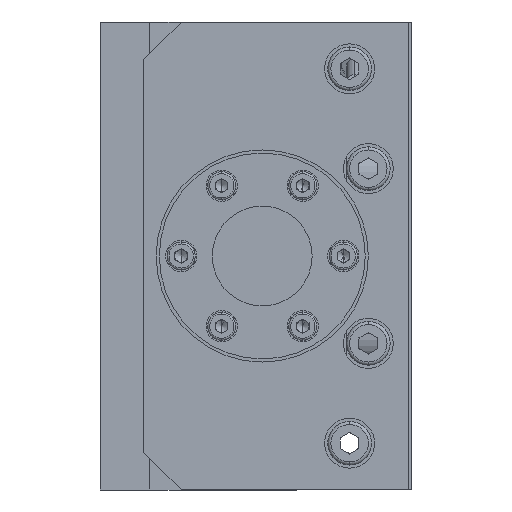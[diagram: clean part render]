
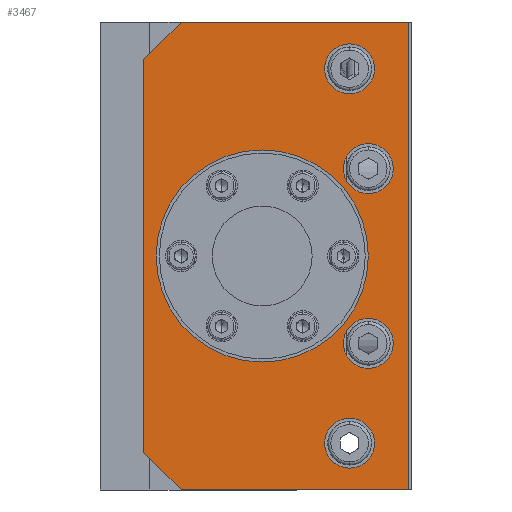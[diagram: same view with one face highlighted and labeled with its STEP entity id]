
A CAD part, left-side view. The second image highlights one B-rep face of the part: STEP entity #3467.
In plain terms, the highlighted planar face has unit normal (-1, 0, 0).
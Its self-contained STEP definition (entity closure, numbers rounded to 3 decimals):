
#22 = CARTESIAN_POINT ( 'NONE',  ( -129.5, 37., -37.5 ) ) ;
#88 = VERTEX_POINT ( 'NONE', #22 ) ;
#294 = VERTEX_POINT ( 'NONE', #38926 ) ;
#295 = VERTEX_POINT ( 'NONE', #38946 ) ;
#326 = VERTEX_POINT ( 'NONE', #39100 ) ;
#338 = VERTEX_POINT ( 'NONE', #39010 ) ;
#3467 = ADVANCED_FACE ( 'NONE', ( #10848, #10852, #10849, #10847, #10850, #10853 ), #7413, .F. ) ;
#5392 = EDGE_CURVE ( 'NONE', #27046, #338, #13307, .T. ) ;
#5396 = EDGE_CURVE ( 'NONE', #27050, #27048, #13313, .T. ) ;
#5400 = EDGE_CURVE ( 'NONE', #27043, #326, #13319, .T. ) ;
#5414 = EDGE_CURVE ( 'NONE', #326, #27043, #13338, .T. ) ;
#5421 = EDGE_CURVE ( 'NONE', #27012, #27013, #13346, .T. ) ;
#5425 = EDGE_CURVE ( 'NONE', #26978, #294, #13351, .T. ) ;
#5437 = EDGE_CURVE ( 'NONE', #19908, #27200, #13371, .T. ) ;
#5439 = EDGE_CURVE ( 'NONE', #88, #19908, #13373, .T. ) ;
#5440 = EDGE_CURVE ( 'NONE', #19906, #88, #13377, .T. ) ;
#5445 = EDGE_CURVE ( 'NONE', #27047, #295, #13387, .T. ) ;
#5449 = EDGE_CURVE ( 'NONE', #295, #19906, #13395, .T. ) ;
#5460 = EDGE_CURVE ( 'NONE', #27200, #27047, #13408, .T. ) ;
#5520 = EDGE_CURVE ( 'NONE', #27013, #27012, #13493, .T. ) ;
#5573 = EDGE_CURVE ( 'NONE', #27048, #27050, #13581, .T. ) ;
#5711 = EDGE_CURVE ( 'NONE', #294, #26978, #13858, .T. ) ;
#7361 = ORIENTED_EDGE ( 'NONE', *, *, #5425, .F. ) ;
#7364 = ORIENTED_EDGE ( 'NONE', *, *, #5449, .T. ) ;
#7376 = ORIENTED_EDGE ( 'NONE', *, *, #5439, .T. ) ;
#7378 = ORIENTED_EDGE ( 'NONE', *, *, #5437, .T. ) ;
#7380 = ORIENTED_EDGE ( 'NONE', *, *, #5440, .T. ) ;
#7382 = ORIENTED_EDGE ( 'NONE', *, *, #5445, .T. ) ;
#7384 = ORIENTED_EDGE ( 'NONE', *, *, #5460, .T. ) ;
#7386 = ORIENTED_EDGE ( 'NONE', *, *, #5711, .F. ) ;
#7388 = ORIENTED_EDGE ( 'NONE', *, *, #5520, .F. ) ;
#7390 = ORIENTED_EDGE ( 'NONE', *, *, #5421, .F. ) ;
#7392 = ORIENTED_EDGE ( 'NONE', *, *, #16638, .F. ) ;
#7394 = ORIENTED_EDGE ( 'NONE', *, *, #5400, .F. ) ;
#7396 = ORIENTED_EDGE ( 'NONE', *, *, #5392, .F. ) ;
#7399 = ORIENTED_EDGE ( 'NONE', *, *, #5396, .F. ) ;
#7401 = ORIENTED_EDGE ( 'NONE', *, *, #5573, .F. ) ;
#7403 = ORIENTED_EDGE ( 'NONE', *, *, #5414, .F. ) ;
#7413 = PLANE ( 'NONE',  #15047 ) ;
#7429 = CARTESIAN_POINT ( 'NONE',  ( -129.5, 21.75, 0. ) ) ;
#7431 = DIRECTION ( 'NONE',  ( 1., 0., 0. ) ) ;
#7433 = DIRECTION ( 'NONE',  ( 0., 0., -1. ) ) ;
#8518 = CARTESIAN_POINT ( 'NONE',  ( -129.5, 7., -14. ) ) ;
#8519 = DIRECTION ( 'NONE',  ( -1., 0., 0. ) ) ;
#8520 = DIRECTION ( 'NONE',  ( 0., 0., 1. ) ) ;
#8528 = CARTESIAN_POINT ( 'NONE',  ( -129.5, 7., 14. ) ) ;
#8529 = DIRECTION ( 'NONE',  ( -1., 0., 0. ) ) ;
#8530 = DIRECTION ( 'NONE',  ( 0., 0., 1. ) ) ;
#8537 = CARTESIAN_POINT ( 'NONE',  ( -129.5, 10., 30. ) ) ;
#8538 = DIRECTION ( 'NONE',  ( -1., 0., 0. ) ) ;
#8539 = DIRECTION ( 'NONE',  ( 0., 0., 1. ) ) ;
#8574 = CARTESIAN_POINT ( 'NONE',  ( -129.5, 10., 30. ) ) ;
#8575 = DIRECTION ( 'NONE',  ( -1., 0., 0. ) ) ;
#8576 = DIRECTION ( 'NONE',  ( 0., 0., 1. ) ) ;
#8596 = CARTESIAN_POINT ( 'NONE',  ( -129.5, 10., -30. ) ) ;
#8597 = DIRECTION ( 'NONE',  ( -1., 0., 0. ) ) ;
#8598 = DIRECTION ( 'NONE',  ( 0., 0., 1. ) ) ;
#8607 = CARTESIAN_POINT ( 'NONE',  ( -129.5, 24., 0. ) ) ;
#8608 = DIRECTION ( 'NONE',  ( -1., 0., 0. ) ) ;
#8609 = DIRECTION ( 'NONE',  ( 0., 0., 1. ) ) ;
#8633 = CARTESIAN_POINT ( 'NONE',  ( -129.5, 0.5, -37.5 ) ) ;
#8635 = CARTESIAN_POINT ( 'NONE',  ( -129.5, 0.5, -37.5 ) ) ;
#8637 = DIRECTION ( 'NONE',  ( 0., 0., 1. ) ) ;
#8640 = DIRECTION ( 'NONE',  ( 0., -1., 0. ) ) ;
#8641 = CARTESIAN_POINT ( 'NONE',  ( -129.5, 37., -37.5 ) ) ;
#8642 = DIRECTION ( 'NONE',  ( 0., -0.707, -0.707 ) ) ;
#8649 = CARTESIAN_POINT ( 'NONE',  ( -129.5, 43., 31.5 ) ) ;
#8650 = DIRECTION ( 'NONE',  ( 0., 0.707, -0.707 ) ) ;
#8657 = CARTESIAN_POINT ( 'NONE',  ( -129.5, 43., -37.5 ) ) ;
#8658 = DIRECTION ( 'NONE',  ( 0., 0., -1. ) ) ;
#8677 = CARTESIAN_POINT ( 'NONE',  ( -129.5, 0.5, 37.5 ) ) ;
#8684 = DIRECTION ( 'NONE',  ( 0., 1., 0. ) ) ;
#8845 = CARTESIAN_POINT ( 'NONE',  ( -129.5, 10., -30. ) ) ;
#8846 = DIRECTION ( 'NONE',  ( -1., 0., 0. ) ) ;
#8847 = DIRECTION ( 'NONE',  ( 0., 0., 1. ) ) ;
#10847 = FACE_BOUND ( 'NONE', #22198, .T. ) ;
#10848 = FACE_BOUND ( 'NONE', #22287, .T. ) ;
#10849 = FACE_BOUND ( 'NONE', #22192, .T. ) ;
#10850 = FACE_BOUND ( 'NONE', #22288, .T. ) ;
#10852 = FACE_BOUND ( 'NONE', #22255, .T. ) ;
#10853 = FACE_OUTER_BOUND ( 'NONE', #22286, .T. ) ;
#11358 = CARTESIAN_POINT ( 'NONE',  ( -129.5, 7., 14. ) ) ;
#11360 = DIRECTION ( 'NONE',  ( -1., 0., 0. ) ) ;
#11362 = DIRECTION ( 'NONE',  ( 0., 0., 1. ) ) ;
#11854 = CARTESIAN_POINT ( 'NONE',  ( -129.5, 24., 0. ) ) ;
#11855 = DIRECTION ( 'NONE',  ( -1., 0., 0. ) ) ;
#11856 = DIRECTION ( 'NONE',  ( 0., 0., 1. ) ) ;
#13307 = CIRCLE ( 'NONE', #20249, 4. ) ;
#13313 = CIRCLE ( 'NONE', #20251, 4. ) ;
#13319 = CIRCLE ( 'NONE', #20253, 4. ) ;
#13338 = CIRCLE ( 'NONE', #20261, 4. ) ;
#13346 = CIRCLE ( 'NONE', #20266, 4. ) ;
#13351 = CIRCLE ( 'NONE', #20268, 17. ) ;
#13371 = LINE ( 'NONE', #8635, #13374 ) ;
#13373 = LINE ( 'NONE', #8633, #13378 ) ;
#13374 = VECTOR ( 'NONE', #8637, 1000. ) ;
#13377 = LINE ( 'NONE', #8641, #13380 ) ;
#13378 = VECTOR ( 'NONE', #8640, 1000. ) ;
#13380 = VECTOR ( 'NONE', #8642, 1000. ) ;
#13387 = LINE ( 'NONE', #8649, #13390 ) ;
#13390 = VECTOR ( 'NONE', #8650, 1000. ) ;
#13395 = LINE ( 'NONE', #8657, #13398 ) ;
#13398 = VECTOR ( 'NONE', #8658, 1000. ) ;
#13408 = LINE ( 'NONE', #8677, #13410 ) ;
#13410 = VECTOR ( 'NONE', #8684, 1000. ) ;
#13493 = CIRCLE ( 'NONE', #20315, 4. ) ;
#13581 = CIRCLE ( 'NONE', #20338, 4. ) ;
#13858 = CIRCLE ( 'NONE', #20404, 17. ) ;
#15047 = AXIS2_PLACEMENT_3D ( 'NONE', #7429, #7431, #7433 ) ;
#15910 = CARTESIAN_POINT ( 'NONE',  ( -129.5, 43., -31.5 ) ) ;
#15912 = CARTESIAN_POINT ( 'NONE',  ( -129.5, 0.5, -37.5 ) ) ;
#15980 = CARTESIAN_POINT ( 'NONE',  ( -129.5, 24., -17. ) ) ;
#16014 = CARTESIAN_POINT ( 'NONE',  ( -129.5, 10., -34. ) ) ;
#16015 = CARTESIAN_POINT ( 'NONE',  ( -129.5, 10., -26. ) ) ;
#16045 = CARTESIAN_POINT ( 'NONE',  ( -129.5, 10., 26. ) ) ;
#16048 = CARTESIAN_POINT ( 'NONE',  ( -129.5, 7., -18. ) ) ;
#16049 = CARTESIAN_POINT ( 'NONE',  ( -129.5, 37., 37.5 ) ) ;
#16050 = CARTESIAN_POINT ( 'NONE',  ( -129.5, 7., 18. ) ) ;
#16052 = CARTESIAN_POINT ( 'NONE',  ( -129.5, 7., 10. ) ) ;
#16202 = CARTESIAN_POINT ( 'NONE',  ( -129.5, 0.5, 37.5 ) ) ;
#16638 = EDGE_CURVE ( 'NONE', #338, #27046, #23911, .T. ) ;
#19906 = VERTEX_POINT ( 'NONE', #15910 ) ;
#19908 = VERTEX_POINT ( 'NONE', #15912 ) ;
#20249 = AXIS2_PLACEMENT_3D ( 'NONE', #8518, #8519, #8520 ) ;
#20251 = AXIS2_PLACEMENT_3D ( 'NONE', #8528, #8529, #8530 ) ;
#20253 = AXIS2_PLACEMENT_3D ( 'NONE', #8537, #8538, #8539 ) ;
#20261 = AXIS2_PLACEMENT_3D ( 'NONE', #8574, #8575, #8576 ) ;
#20266 = AXIS2_PLACEMENT_3D ( 'NONE', #8596, #8597, #8598 ) ;
#20268 = AXIS2_PLACEMENT_3D ( 'NONE', #8607, #8608, #8609 ) ;
#20315 = AXIS2_PLACEMENT_3D ( 'NONE', #8845, #8846, #8847 ) ;
#20338 = AXIS2_PLACEMENT_3D ( 'NONE', #11358, #11360, #11362 ) ;
#20404 = AXIS2_PLACEMENT_3D ( 'NONE', #11854, #11855, #11856 ) ;
#20602 = AXIS2_PLACEMENT_3D ( 'NONE', #33372, #33373, #33374 ) ;
#22192 = EDGE_LOOP ( 'NONE', ( #7392, #7396 ) ) ;
#22198 = EDGE_LOOP ( 'NONE', ( #7388, #7390 ) ) ;
#22255 = EDGE_LOOP ( 'NONE', ( #7401, #7399 ) ) ;
#22286 = EDGE_LOOP ( 'NONE', ( #7384, #7382, #7364, #7380, #7376, #7378 ) ) ;
#22287 = EDGE_LOOP ( 'NONE', ( #7403, #7394 ) ) ;
#22288 = EDGE_LOOP ( 'NONE', ( #7386, #7361 ) ) ;
#23911 = CIRCLE ( 'NONE', #20602, 4. ) ;
#26978 = VERTEX_POINT ( 'NONE', #15980 ) ;
#27012 = VERTEX_POINT ( 'NONE', #16014 ) ;
#27013 = VERTEX_POINT ( 'NONE', #16015 ) ;
#27043 = VERTEX_POINT ( 'NONE', #16045 ) ;
#27046 = VERTEX_POINT ( 'NONE', #16048 ) ;
#27047 = VERTEX_POINT ( 'NONE', #16049 ) ;
#27048 = VERTEX_POINT ( 'NONE', #16050 ) ;
#27050 = VERTEX_POINT ( 'NONE', #16052 ) ;
#27200 = VERTEX_POINT ( 'NONE', #16202 ) ;
#33372 = CARTESIAN_POINT ( 'NONE',  ( -129.5, 7., -14. ) ) ;
#33373 = DIRECTION ( 'NONE',  ( -1., 0., 0. ) ) ;
#33374 = DIRECTION ( 'NONE',  ( 0., 0., 1. ) ) ;
#38926 = CARTESIAN_POINT ( 'NONE',  ( -129.5, 24., 17. ) ) ;
#38946 = CARTESIAN_POINT ( 'NONE',  ( -129.5, 43., 31.5 ) ) ;
#39010 = CARTESIAN_POINT ( 'NONE',  ( -129.5, 7., -10. ) ) ;
#39100 = CARTESIAN_POINT ( 'NONE',  ( -129.5, 10., 34. ) ) ;
